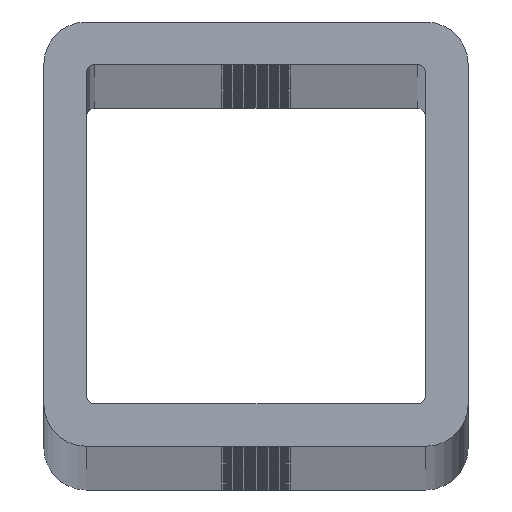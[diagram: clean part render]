
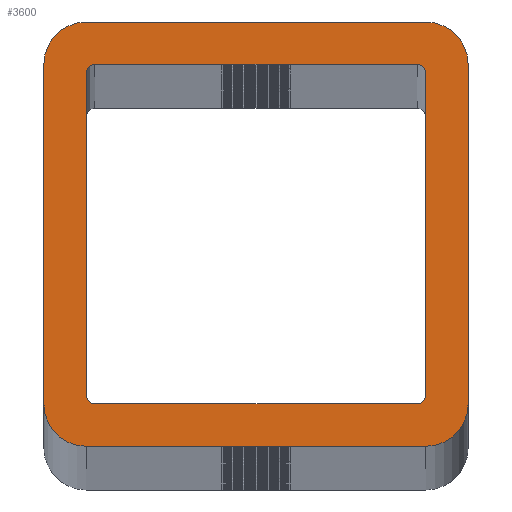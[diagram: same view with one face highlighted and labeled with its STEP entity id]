
A CAD part, top view. The second image highlights one B-rep face of the part: STEP entity #3600.
In plain terms, the highlighted planar face has unit normal (0, 0, 1).
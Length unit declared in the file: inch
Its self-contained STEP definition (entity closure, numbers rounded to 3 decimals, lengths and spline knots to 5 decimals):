
#131 = EDGE_CURVE ( 'NONE', #1744, #909, #3659, .T. ) ;
#228 = EDGE_CURVE ( 'NONE', #5187, #3315, #2111, .T. ) ;
#238 = DIRECTION ( 'NONE',  ( 0., 0., 1. ) ) ;
#254 = DIRECTION ( 'NONE',  ( 0., 0., 1. ) ) ;
#257 = EDGE_CURVE ( 'NONE', #8323, #5559, #645, .T. ) ;
#322 = CARTESIAN_POINT ( 'NONE',  ( 0.4, -0.38031, 29.5 ) ) ;
#344 = ORIENTED_EDGE ( 'NONE', *, *, #3725, .T. ) ;
#355 = EDGE_CURVE ( 'NONE', #1744, #8175, #6159, .T. ) ;
#374 = VECTOR ( 'NONE', #6006, 39.37008 ) ;
#577 = VERTEX_POINT ( 'NONE', #2267 ) ;
#645 = CIRCLE ( 'NONE', #6474, 0.01969 ) ;
#788 = EDGE_CURVE ( 'NONE', #4801, #5559, #1523, .T. ) ;
#830 = VERTEX_POINT ( 'NONE', #1313 ) ;
#847 = ORIENTED_EDGE ( 'NONE', *, *, #7133, .T. ) ;
#888 = CARTESIAN_POINT ( 'NONE',  ( 0.5, -0.4, 29.5 ) ) ;
#890 = LINE ( 'NONE', #3528, #5735 ) ;
#906 = DIRECTION ( 'NONE',  ( -1., 0., 0. ) ) ;
#909 = VERTEX_POINT ( 'NONE', #4170 ) ;
#1042 = DIRECTION ( 'NONE',  ( 0., 0., -1. ) ) ;
#1128 = AXIS2_PLACEMENT_3D ( 'NONE', #4705, #1042, #7509 ) ;
#1138 = CARTESIAN_POINT ( 'NONE',  ( -0.5, -0.4, 29.5 ) ) ;
#1165 = CARTESIAN_POINT ( 'NONE',  ( -0.4, -0.4, 29.5 ) ) ;
#1189 = ORIENTED_EDGE ( 'NONE', *, *, #2590, .T. ) ;
#1227 = DIRECTION ( 'NONE',  ( 0., 0., -1. ) ) ;
#1313 = CARTESIAN_POINT ( 'NONE',  ( -0.4, -0.38031, 29.5 ) ) ;
#1416 = VECTOR ( 'NONE', #3375, 39.37008 ) ;
#1430 = AXIS2_PLACEMENT_3D ( 'NONE', #7638, #4784, #7564 ) ;
#1523 = LINE ( 'NONE', #4082, #6958 ) ;
#1716 = VERTEX_POINT ( 'NONE', #5234 ) ;
#1744 = VERTEX_POINT ( 'NONE', #322 ) ;
#1834 = CARTESIAN_POINT ( 'NONE',  ( -0.38031, -0.4, 29.5 ) ) ;
#1933 = FACE_OUTER_BOUND ( 'NONE', #6442, .T. ) ;
#2061 = CIRCLE ( 'NONE', #2768, 0.1 ) ;
#2111 = LINE ( 'NONE', #9157, #5813 ) ;
#2160 = ORIENTED_EDGE ( 'NONE', *, *, #8353, .F. ) ;
#2231 = CARTESIAN_POINT ( 'NONE',  ( 0.4, -0.5, 29.5 ) ) ;
#2237 = AXIS2_PLACEMENT_3D ( 'NONE', #2859, #8695, #4316 ) ;
#2267 = CARTESIAN_POINT ( 'NONE',  ( -0.4, 0.5, 29.5 ) ) ;
#2432 = ORIENTED_EDGE ( 'NONE', *, *, #8522, .T. ) ;
#2539 = CIRCLE ( 'NONE', #1430, 0.1 ) ;
#2590 = EDGE_CURVE ( 'NONE', #4562, #1716, #2061, .T. ) ;
#2593 = EDGE_CURVE ( 'NONE', #1716, #577, #7127, .T. ) ;
#2765 = DIRECTION ( 'NONE',  ( 1., 0., 0. ) ) ;
#2768 = AXIS2_PLACEMENT_3D ( 'NONE', #5948, #254, #906 ) ;
#2783 = VERTEX_POINT ( 'NONE', #6166 ) ;
#2859 = CARTESIAN_POINT ( 'NONE',  ( 0.4, -0.4, 29.5 ) ) ;
#2911 = ORIENTED_EDGE ( 'NONE', *, *, #228, .T. ) ;
#3185 = DIRECTION ( 'NONE',  ( 0., 1., 0. ) ) ;
#3219 = CARTESIAN_POINT ( 'NONE',  ( 0.4, -0.4, 29.5 ) ) ;
#3259 = CIRCLE ( 'NONE', #7888, 0.01969 ) ;
#3315 = VERTEX_POINT ( 'NONE', #1138 ) ;
#3375 = DIRECTION ( 'NONE',  ( 1., 0., 0. ) ) ;
#3389 = DIRECTION ( 'NONE',  ( 0., 0., -1. ) ) ;
#3499 = DIRECTION ( 'NONE',  ( 0., 0., 1. ) ) ;
#3515 = CARTESIAN_POINT ( 'NONE',  ( 0.38031, -0.38031, 29.5 ) ) ;
#3528 = CARTESIAN_POINT ( 'NONE',  ( -0.4, -0.5, 29.5 ) ) ;
#3550 = ORIENTED_EDGE ( 'NONE', *, *, #257, .T. ) ;
#3600 = ADVANCED_FACE ( 'NONE', ( #1933, #4509 ), #4283, .T. ) ;
#3659 = LINE ( 'NONE', #3219, #5348 ) ;
#3666 = ORIENTED_EDGE ( 'NONE', *, *, #5289, .T. ) ;
#3693 = DIRECTION ( 'NONE',  ( 1., 0., 0. ) ) ;
#3698 = CIRCLE ( 'NONE', #8243, 0.1 ) ;
#3725 = EDGE_CURVE ( 'NONE', #8633, #4562, #5871, .T. ) ;
#3829 = DIRECTION ( 'NONE',  ( 0., 1., 0. ) ) ;
#3865 = CARTESIAN_POINT ( 'NONE',  ( -0.38031, 0.4, 29.5 ) ) ;
#3993 = DIRECTION ( 'NONE',  ( 1., 0., 0. ) ) ;
#4005 = CIRCLE ( 'NONE', #1128, 0.01969 ) ;
#4082 = CARTESIAN_POINT ( 'NONE',  ( -0.4, 0.4, 29.5 ) ) ;
#4106 = CARTESIAN_POINT ( 'NONE',  ( 0.5, 0.4, 29.5 ) ) ;
#4170 = CARTESIAN_POINT ( 'NONE',  ( 0.4, 0.38031, 29.5 ) ) ;
#4190 = VERTEX_POINT ( 'NONE', #2231 ) ;
#4283 = PLANE ( 'NONE',  #2237 ) ;
#4316 = DIRECTION ( 'NONE',  ( 1., 0., 0. ) ) ;
#4509 = FACE_BOUND ( 'NONE', #7949, .T. ) ;
#4525 = EDGE_CURVE ( 'NONE', #4801, #909, #3259, .T. ) ;
#4562 = VERTEX_POINT ( 'NONE', #4106 ) ;
#4705 = CARTESIAN_POINT ( 'NONE',  ( -0.38031, -0.38031, 29.5 ) ) ;
#4725 = EDGE_CURVE ( 'NONE', #4190, #8633, #3698, .T. ) ;
#4784 = DIRECTION ( 'NONE',  ( 0., 0., 1. ) ) ;
#4801 = VERTEX_POINT ( 'NONE', #5997 ) ;
#4823 = CARTESIAN_POINT ( 'NONE',  ( -0.38031, 0.38031, 29.5 ) ) ;
#5187 = VERTEX_POINT ( 'NONE', #8430 ) ;
#5189 = ORIENTED_EDGE ( 'NONE', *, *, #131, .F. ) ;
#5234 = CARTESIAN_POINT ( 'NONE',  ( 0.4, 0.5, 29.5 ) ) ;
#5254 = DIRECTION ( 'NONE',  ( -1., 0., 0. ) ) ;
#5289 = EDGE_CURVE ( 'NONE', #2783, #4190, #890, .T. ) ;
#5348 = VECTOR ( 'NONE', #3185, 39.37008 ) ;
#5559 = VERTEX_POINT ( 'NONE', #3865 ) ;
#5710 = VERTEX_POINT ( 'NONE', #1834 ) ;
#5735 = VECTOR ( 'NONE', #9291, 39.37008 ) ;
#5754 = DIRECTION ( 'NONE',  ( 0., -1., 0. ) ) ;
#5813 = VECTOR ( 'NONE', #9060, 39.37008 ) ;
#5871 = LINE ( 'NONE', #888, #9041 ) ;
#5907 = CARTESIAN_POINT ( 'NONE',  ( 0.4, -0.4, 29.5 ) ) ;
#5932 = VECTOR ( 'NONE', #5754, 39.37008 ) ;
#5948 = CARTESIAN_POINT ( 'NONE',  ( 0.4, 0.4, 29.5 ) ) ;
#5997 = CARTESIAN_POINT ( 'NONE',  ( 0.38031, 0.4, 29.5 ) ) ;
#6006 = DIRECTION ( 'NONE',  ( -1., 0., 0. ) ) ;
#6048 = LINE ( 'NONE', #9338, #5932 ) ;
#6159 = CIRCLE ( 'NONE', #6297, 0.01969 ) ;
#6166 = CARTESIAN_POINT ( 'NONE',  ( -0.4, -0.5, 29.5 ) ) ;
#6269 = ORIENTED_EDGE ( 'NONE', *, *, #4725, .T. ) ;
#6297 = AXIS2_PLACEMENT_3D ( 'NONE', #3515, #7119, #2765 ) ;
#6442 = EDGE_LOOP ( 'NONE', ( #6269, #344, #1189, #6508, #9118, #2911, #847, #3666 ) ) ;
#6474 = AXIS2_PLACEMENT_3D ( 'NONE', #4823, #1227, #3993 ) ;
#6508 = ORIENTED_EDGE ( 'NONE', *, *, #2593, .T. ) ;
#6750 = ORIENTED_EDGE ( 'NONE', *, *, #4525, .T. ) ;
#6759 = CARTESIAN_POINT ( 'NONE',  ( -0.4, -0.4, 29.5 ) ) ;
#6958 = VECTOR ( 'NONE', #7673, 39.37008 ) ;
#7037 = AXIS2_PLACEMENT_3D ( 'NONE', #6759, #238, #5254 ) ;
#7119 = DIRECTION ( 'NONE',  ( 0., 0., -1. ) ) ;
#7127 = LINE ( 'NONE', #7459, #374 ) ;
#7133 = EDGE_CURVE ( 'NONE', #3315, #2783, #7424, .T. ) ;
#7328 = ORIENTED_EDGE ( 'NONE', *, *, #788, .F. ) ;
#7424 = CIRCLE ( 'NONE', #7037, 0.1 ) ;
#7459 = CARTESIAN_POINT ( 'NONE',  ( -0.4, 0.5, 29.5 ) ) ;
#7509 = DIRECTION ( 'NONE',  ( 1., 0., 0. ) ) ;
#7564 = DIRECTION ( 'NONE',  ( -1., 0., 0. ) ) ;
#7638 = CARTESIAN_POINT ( 'NONE',  ( -0.4, 0.4, 29.5 ) ) ;
#7669 = CARTESIAN_POINT ( 'NONE',  ( 0.38031, -0.4, 29.5 ) ) ;
#7673 = DIRECTION ( 'NONE',  ( -1., 0., 0. ) ) ;
#7727 = CARTESIAN_POINT ( 'NONE',  ( 0.38031, 0.38031, 29.5 ) ) ;
#7888 = AXIS2_PLACEMENT_3D ( 'NONE', #7727, #3389, #8457 ) ;
#7949 = EDGE_LOOP ( 'NONE', ( #7328, #6750, #5189, #8209, #8803, #2432, #2160, #3550 ) ) ;
#8175 = VERTEX_POINT ( 'NONE', #7669 ) ;
#8209 = ORIENTED_EDGE ( 'NONE', *, *, #355, .T. ) ;
#8243 = AXIS2_PLACEMENT_3D ( 'NONE', #5907, #3499, #3693 ) ;
#8323 = VERTEX_POINT ( 'NONE', #8424 ) ;
#8353 = EDGE_CURVE ( 'NONE', #8323, #830, #6048, .T. ) ;
#8407 = CARTESIAN_POINT ( 'NONE',  ( 0.5, -0.4, 29.5 ) ) ;
#8424 = CARTESIAN_POINT ( 'NONE',  ( -0.4, 0.38031, 29.5 ) ) ;
#8430 = CARTESIAN_POINT ( 'NONE',  ( -0.5, 0.4, 29.5 ) ) ;
#8457 = DIRECTION ( 'NONE',  ( 1., 0., 0. ) ) ;
#8522 = EDGE_CURVE ( 'NONE', #5710, #830, #4005, .T. ) ;
#8633 = VERTEX_POINT ( 'NONE', #8407 ) ;
#8671 = EDGE_CURVE ( 'NONE', #5710, #8175, #8769, .T. ) ;
#8695 = DIRECTION ( 'NONE',  ( 0., 0., 1. ) ) ;
#8769 = LINE ( 'NONE', #1165, #1416 ) ;
#8803 = ORIENTED_EDGE ( 'NONE', *, *, #8671, .F. ) ;
#9041 = VECTOR ( 'NONE', #3829, 39.37008 ) ;
#9060 = DIRECTION ( 'NONE',  ( 0., -1., 0. ) ) ;
#9110 = EDGE_CURVE ( 'NONE', #577, #5187, #2539, .T. ) ;
#9118 = ORIENTED_EDGE ( 'NONE', *, *, #9110, .T. ) ;
#9157 = CARTESIAN_POINT ( 'NONE',  ( -0.5, -0.4, 29.5 ) ) ;
#9291 = DIRECTION ( 'NONE',  ( 1., 0., 0. ) ) ;
#9338 = CARTESIAN_POINT ( 'NONE',  ( -0.4, -0.4, 29.5 ) ) ;
